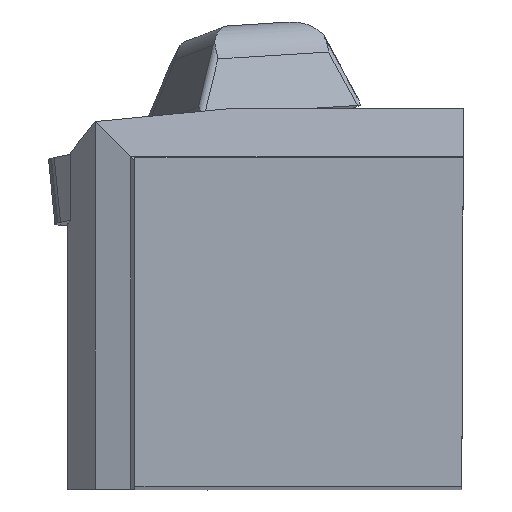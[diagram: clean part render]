
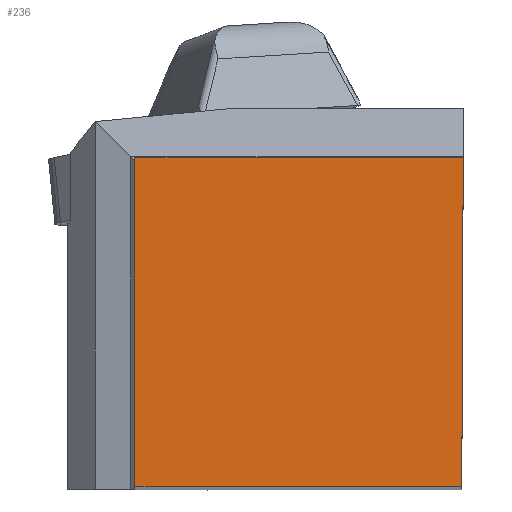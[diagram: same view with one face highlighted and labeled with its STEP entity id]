
A CAD part, top view. The second image highlights one B-rep face of the part: STEP entity #236.
In plain terms, the highlighted planar face has unit normal (0, 0, 1).
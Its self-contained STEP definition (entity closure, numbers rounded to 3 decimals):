
#164=FACE_OUTER_BOUND('',#649,.T.);
#236=ADVANCED_FACE('BLANK_BOXF006',(#164),#302,.F.);
#302=PLANE('',#1574);
#384=LINE('',#2304,#524);
#385=LINE('',#2307,#525);
#386=LINE('',#2309,#526);
#387=LINE('',#2311,#527);
#524=VECTOR('',#1795,1.);
#525=VECTOR('',#1796,1.);
#526=VECTOR('',#1797,1.);
#527=VECTOR('',#1798,1.);
#649=EDGE_LOOP('',(#802,#803,#804,#805));
#802=ORIENTED_EDGE('',*,*,#1304,.F.);
#803=ORIENTED_EDGE('',*,*,#1305,.F.);
#804=ORIENTED_EDGE('',*,*,#1306,.F.);
#805=ORIENTED_EDGE('',*,*,#1307,.F.);
#1156=VERTEX_POINT('',#2305);
#1157=VERTEX_POINT('',#2306);
#1158=VERTEX_POINT('',#2308);
#1159=VERTEX_POINT('',#2310);
#1304=EDGE_CURVE('',#1156,#1157,#384,.T.);
#1305=EDGE_CURVE('',#1158,#1156,#385,.T.);
#1306=EDGE_CURVE('',#1159,#1158,#386,.T.);
#1307=EDGE_CURVE('',#1157,#1159,#387,.T.);
#1574=AXIS2_PLACEMENT_3D('',#2312,#1799,#1800);
#1795=DIRECTION('',(0.,1.,0.));
#1796=DIRECTION('',(-1.,0.,0.));
#1797=DIRECTION('',(-0.004,-1.,0.));
#1798=DIRECTION('',(1.,0.,0.));
#1799=DIRECTION('',(0.,0.,-1.));
#1800=DIRECTION('',(-1.,0.,0.));
#2304=CARTESIAN_POINT('',(-39.85,-276.35,0.));
#2305=CARTESIAN_POINT('',(-39.85,0.,0.));
#2306=CARTESIAN_POINT('',(-39.85,39.85,0.));
#2307=CARTESIAN_POINT('',(276.35,0.,0.));
#2308=CARTESIAN_POINT('',(-0.174,0.,0.));
#2309=CARTESIAN_POINT('',(1.032,276.347,0.));
#2310=CARTESIAN_POINT('',(0.,39.85,0.));
#2311=CARTESIAN_POINT('',(-276.35,39.85,0.));
#2312=CARTESIAN_POINT('',(-75.35,-5.,0.));
